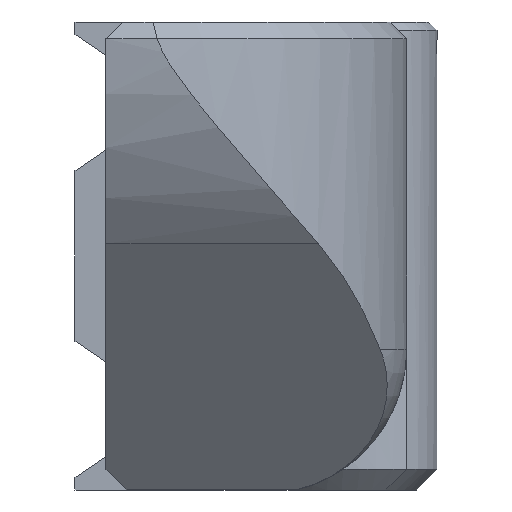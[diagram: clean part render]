
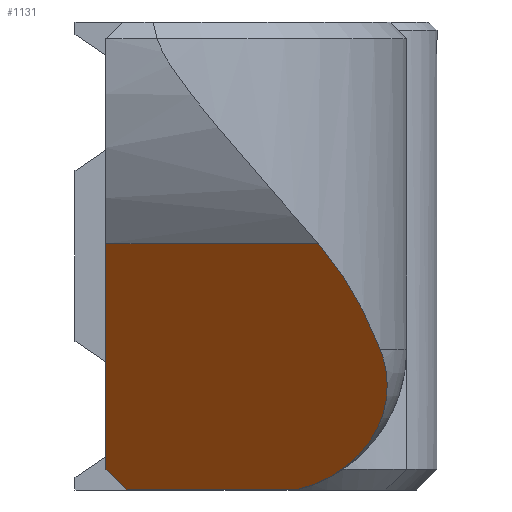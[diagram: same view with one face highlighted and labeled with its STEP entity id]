
A CAD part, front view. The second image highlights one B-rep face of the part: STEP entity #1131.
In plain terms, the highlighted planar face has unit normal (0, -0.766, -0.643).
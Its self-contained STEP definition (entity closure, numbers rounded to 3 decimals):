
#19=B_SPLINE_CURVE_WITH_KNOTS('',3,(#1850,#1851,#1852,#1853,#1854,#1855,
#1856,#1857,#1858,#1859,#1860,#1861,#1862,#1863,#1864,#1865,#1866,#1867,
#1868,#1869),.UNSPECIFIED.,.F.,.F.,(4,2,2,2,2,2,2,2,2,4),(4.369,
4.413,4.524,4.635,4.756,4.878,
5.013,5.148,5.276,5.387),
 .UNSPECIFIED.);
#30=ELLIPSE('',#1202,22.104,14.208);
#66=PLANE('',#1237);
#135=FACE_OUTER_BOUND('',#209,.T.);
#209=EDGE_LOOP('',(#951,#952,#953,#954,#955,#956));
#265=LINE('',#1693,#376);
#287=LINE('',#1765,#398);
#320=LINE('',#1843,#431);
#323=LINE('',#1849,#434);
#376=VECTOR('',#1349,10.);
#398=VECTOR('',#1393,10.);
#431=VECTOR('',#1476,10.);
#434=VECTOR('',#1481,10.);
#534=VERTEX_POINT('',#1690);
#535=VERTEX_POINT('',#1692);
#536=VERTEX_POINT('',#1707);
#559=VERTEX_POINT('',#1763);
#579=VERTEX_POINT('',#1842);
#581=VERTEX_POINT('',#1848);
#645=EDGE_CURVE('',#535,#534,#265,.T.);
#647=EDGE_CURVE('',#535,#536,#30,.T.);
#675=EDGE_CURVE('',#534,#559,#287,.T.);
#713=EDGE_CURVE('',#559,#579,#320,.T.);
#716=EDGE_CURVE('',#579,#581,#323,.T.);
#717=EDGE_CURVE('',#581,#536,#19,.T.);
#951=ORIENTED_EDGE('',*,*,#713,.T.);
#952=ORIENTED_EDGE('',*,*,#716,.T.);
#953=ORIENTED_EDGE('',*,*,#717,.T.);
#954=ORIENTED_EDGE('',*,*,#647,.F.);
#955=ORIENTED_EDGE('',*,*,#645,.T.);
#956=ORIENTED_EDGE('',*,*,#675,.T.);
#1131=ADVANCED_FACE('',(#135),#66,.F.);
#1202=AXIS2_PLACEMENT_3D('',#1708,#1352,#1353);
#1237=AXIS2_PLACEMENT_3D('',#1847,#1479,#1480);
#1349=DIRECTION('',(-1.,0.,0.));
#1352=DIRECTION('center_axis',(0.,0.766,0.643));
#1353=DIRECTION('ref_axis',(0.,0.643,-0.766));
#1393=DIRECTION('',(0.,0.643,-0.766));
#1476=DIRECTION('',(0.608,0.51,-0.608));
#1479=DIRECTION('center_axis',(0.,0.766,0.643));
#1480=DIRECTION('ref_axis',(0.,-0.643,0.766));
#1481=DIRECTION('',(1.,0.,0.));
#1690=CARTESIAN_POINT('',(20.,-10.096,11.928));
#1692=CARTESIAN_POINT('',(30.279,-10.096,11.928));
#1693=CARTESIAN_POINT('',(28.76,-10.096,11.928));
#1707=CARTESIAN_POINT('',(33.283,-5.81,6.821));
#1708=CARTESIAN_POINT('Origin',(20.346,0.064,-0.18));
#1763=CARTESIAN_POINT('',(20.,-0.926,1.));
#1765=CARTESIAN_POINT('',(20.,-10.096,11.928));
#1842=CARTESIAN_POINT('',(21.,-0.087,0.));
#1843=CARTESIAN_POINT('',(24.774,3.08,-3.774));
#1847=CARTESIAN_POINT('Origin',(18.709,0.999,-1.294));
#1848=CARTESIAN_POINT('',(29.236,-0.087,0.));
#1849=CARTESIAN_POINT('',(20.,-0.087,0.));
#1850=CARTESIAN_POINT('Ctrl Pts',(29.236,-0.087,
0.));
#1851=CARTESIAN_POINT('Ctrl Pts',(29.382,-0.118,0.037));
#1852=CARTESIAN_POINT('Ctrl Pts',(29.524,-0.153,0.078));
#1853=CARTESIAN_POINT('Ctrl Pts',(30.,-0.281,0.231));
#1854=CARTESIAN_POINT('Ctrl Pts',(30.358,-0.404,0.378));
#1855=CARTESIAN_POINT('Ctrl Pts',(31.026,-0.697,0.727));
#1856=CARTESIAN_POINT('Ctrl Pts',(31.337,-0.866,0.928));
#1857=CARTESIAN_POINT('Ctrl Pts',(31.884,-1.218,1.348));
#1858=CARTESIAN_POINT('Ctrl Pts',(32.167,-1.438,1.609));
#1859=CARTESIAN_POINT('Ctrl Pts',(32.657,-1.909,2.171));
#1860=CARTESIAN_POINT('Ctrl Pts',(32.865,-2.161,2.472));
#1861=CARTESIAN_POINT('Ctrl Pts',(33.201,-2.666,3.073));
#1862=CARTESIAN_POINT('Ctrl Pts',(33.352,-2.968,3.433));
#1863=CARTESIAN_POINT('Ctrl Pts',(33.556,-3.586,4.169));
#1864=CARTESIAN_POINT('Ctrl Pts',(33.608,-3.901,4.546));
#1865=CARTESIAN_POINT('Ctrl Pts',(33.629,-4.466,5.218));
#1866=CARTESIAN_POINT('Ctrl Pts',(33.603,-4.767,5.577));
#1867=CARTESIAN_POINT('Ctrl Pts',(33.478,-5.322,6.239));
#1868=CARTESIAN_POINT('Ctrl Pts',(33.389,-5.577,6.542));
#1869=CARTESIAN_POINT('Ctrl Pts',(33.283,-5.81,6.821));
